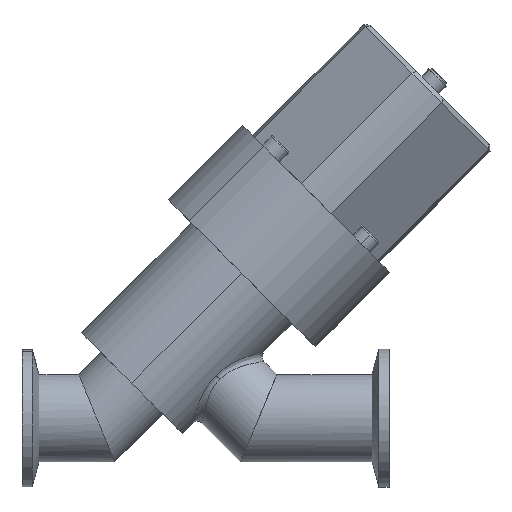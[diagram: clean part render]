
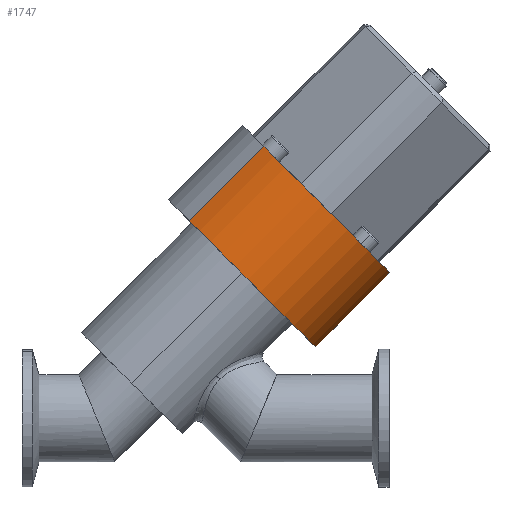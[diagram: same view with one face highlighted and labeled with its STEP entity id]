
A CAD part, top view. The second image highlights one B-rep face of the part: STEP entity #1747.
In plain terms, the highlighted cylindrical face has radius 30.32 mm (diameter 60.64 mm), a partial arc.
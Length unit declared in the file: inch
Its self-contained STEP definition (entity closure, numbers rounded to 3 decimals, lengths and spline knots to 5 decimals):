
#18 = DIRECTION ( 'NONE',  ( 0.707, 0.707, 0. ) ) ;
#43 = CARTESIAN_POINT ( 'NONE',  ( 3.04868, 1.14988, -0.84407 ) ) ;
#55 = EDGE_CURVE ( 'NONE', #2507, #2107, #342, .T. ) ;
#119 = CIRCLE ( 'NONE', #2030, 1.1937 ) ;
#176 = LINE ( 'NONE', #3624, #1111 ) ;
#279 = VECTOR ( 'NONE', #629, 39.37008 ) ;
#310 = DIRECTION ( 'NONE',  ( 0.707, 0.707, 0. ) ) ;
#316 = EDGE_CURVE ( 'NONE', #970, #3514, #392, .T. ) ;
#342 = CIRCLE ( 'NONE', #1999, 1.1937 ) ;
#364 = CARTESIAN_POINT ( 'NONE',  ( 1.76659, 2.2552, 0.84407 ) ) ;
#370 = CARTESIAN_POINT ( 'NONE',  ( 2.45183, 1.74673, 0. ) ) ;
#392 = LINE ( 'NONE', #43, #1820 ) ;
#498 = DIRECTION ( 'NONE',  ( 0.707, 0.707, 0. ) ) ;
#544 = CIRCLE ( 'NONE', #3181, 1.1937 ) ;
#550 = CARTESIAN_POINT ( 'NONE',  ( 2.54022, 1.83512, 0. ) ) ;
#608 = CARTESIAN_POINT ( 'NONE',  ( 2.36344, 1.65835, 0. ) ) ;
#624 = DIRECTION ( 'NONE',  ( 0.707, 0.707, 0. ) ) ;
#629 = DIRECTION ( 'NONE',  ( 0.707, 0.707, 0. ) ) ;
#686 = AXIS2_PLACEMENT_3D ( 'NONE', #608, #310, #2052 ) ;
#883 = CARTESIAN_POINT ( 'NONE',  ( 2.96029, 1.0615, -0.84407 ) ) ;
#970 = VERTEX_POINT ( 'NONE', #883 ) ;
#983 = ORIENTED_EDGE ( 'NONE', *, *, #55, .T. ) ;
#985 = EDGE_CURVE ( 'NONE', #2563, #3751, #544, .T. ) ;
#1003 = DIRECTION ( 'NONE',  ( -0.707, -0.707, 0. ) ) ;
#1033 = DIRECTION ( 'NONE',  ( 0., 0., -1. ) ) ;
#1049 = VERTEX_POINT ( 'NONE', #2046 ) ;
#1090 = VERTEX_POINT ( 'NONE', #364 ) ;
#1105 = CARTESIAN_POINT ( 'NONE',  ( 3.38393, 0.99141, 0.03504 ) ) ;
#1111 = VECTOR ( 'NONE', #1003, 39.37008 ) ;
#1253 = VECTOR ( 'NONE', #498, 39.37008 ) ;
#1317 = DIRECTION ( 'NONE',  ( 0.707, 0.707, 0. ) ) ;
#1359 = EDGE_CURVE ( 'NONE', #1090, #1049, #2212, .T. ) ;
#1364 = ORIENTED_EDGE ( 'NONE', *, *, #1743, .T. ) ;
#1422 = CARTESIAN_POINT ( 'NONE',  ( 3.38393, 0.99141, 0.03504 ) ) ;
#1454 = EDGE_CURVE ( 'NONE', #2107, #3751, #176, .T. ) ;
#1490 = FACE_OUTER_BOUND ( 'NONE', #2095, .T. ) ;
#1529 = CYLINDRICAL_SURFACE ( 'NONE', #1598, 1.1937 ) ;
#1598 = AXIS2_PLACEMENT_3D ( 'NONE', #370, #18, #3565 ) ;
#1647 = ORIENTED_EDGE ( 'NONE', *, *, #985, .F. ) ;
#1710 = EDGE_CURVE ( 'NONE', #1049, #3514, #119, .T. ) ;
#1741 = DIRECTION ( 'NONE',  ( 0.707, 0.707, 0. ) ) ;
#1743 = EDGE_CURVE ( 'NONE', #1090, #970, #1909, .T. ) ;
#1747 = ADVANCED_FACE ( 'NONE', ( #3530, #1490 ), #1529, .T. ) ;
#1787 = ORIENTED_EDGE ( 'NONE', *, *, #1454, .T. ) ;
#1820 = VECTOR ( 'NONE', #2751, 39.37008 ) ;
#1909 = CIRCLE ( 'NONE', #686, 1.1937 ) ;
#1955 = CARTESIAN_POINT ( 'NONE',  ( 1.85498, 2.34358, 0.84407 ) ) ;
#1999 = AXIS2_PLACEMENT_3D ( 'NONE', #3421, #1317, #1033 ) ;
#2030 = AXIS2_PLACEMENT_3D ( 'NONE', #3272, #624, #3292 ) ;
#2046 = CARTESIAN_POINT ( 'NONE',  ( 2.61791, 3.10651, 0.84407 ) ) ;
#2052 = DIRECTION ( 'NONE',  ( -0.5, 0.5, 0.707 ) ) ;
#2095 = EDGE_LOOP ( 'NONE', ( #1364, #3656, #2692, #3664 ) ) ;
#2107 = VERTEX_POINT ( 'NONE', #3463 ) ;
#2212 = LINE ( 'NONE', #1955, #1253 ) ;
#2258 = CARTESIAN_POINT ( 'NONE',  ( 3.38393, 0.99141, -0.03504 ) ) ;
#2507 = VERTEX_POINT ( 'NONE', #3150 ) ;
#2563 = VERTEX_POINT ( 'NONE', #1105 ) ;
#2574 = DIRECTION ( 'NONE',  ( -0.5, 0.5, 0.707 ) ) ;
#2692 = ORIENTED_EDGE ( 'NONE', *, *, #1710, .F. ) ;
#2731 = EDGE_CURVE ( 'NONE', #2563, #2507, #3258, .T. ) ;
#2751 = DIRECTION ( 'NONE',  ( 0.707, 0.707, 0. ) ) ;
#3095 = EDGE_LOOP ( 'NONE', ( #1647, #3632, #983, #1787 ) ) ;
#3150 = CARTESIAN_POINT ( 'NONE',  ( 3.48304, 1.09052, 0.03504 ) ) ;
#3181 = AXIS2_PLACEMENT_3D ( 'NONE', #550, #1741, #2574 ) ;
#3258 = LINE ( 'NONE', #1422, #279 ) ;
#3272 = CARTESIAN_POINT ( 'NONE',  ( 3.21476, 2.50966, 0. ) ) ;
#3292 = DIRECTION ( 'NONE',  ( 0.5, -0.5, -0.707 ) ) ;
#3421 = CARTESIAN_POINT ( 'NONE',  ( 2.63933, 1.93423, 0. ) ) ;
#3463 = CARTESIAN_POINT ( 'NONE',  ( 3.48304, 1.09052, -0.03504 ) ) ;
#3506 = CARTESIAN_POINT ( 'NONE',  ( 3.81161, 1.91281, -0.84407 ) ) ;
#3514 = VERTEX_POINT ( 'NONE', #3506 ) ;
#3530 = FACE_BOUND ( 'NONE', #3095, .T. ) ;
#3565 = DIRECTION ( 'NONE',  ( -0.5, 0.5, 0.707 ) ) ;
#3624 = CARTESIAN_POINT ( 'NONE',  ( 3.48304, 1.09052, -0.03504 ) ) ;
#3632 = ORIENTED_EDGE ( 'NONE', *, *, #2731, .T. ) ;
#3656 = ORIENTED_EDGE ( 'NONE', *, *, #316, .T. ) ;
#3664 = ORIENTED_EDGE ( 'NONE', *, *, #1359, .F. ) ;
#3751 = VERTEX_POINT ( 'NONE', #2258 ) ;
